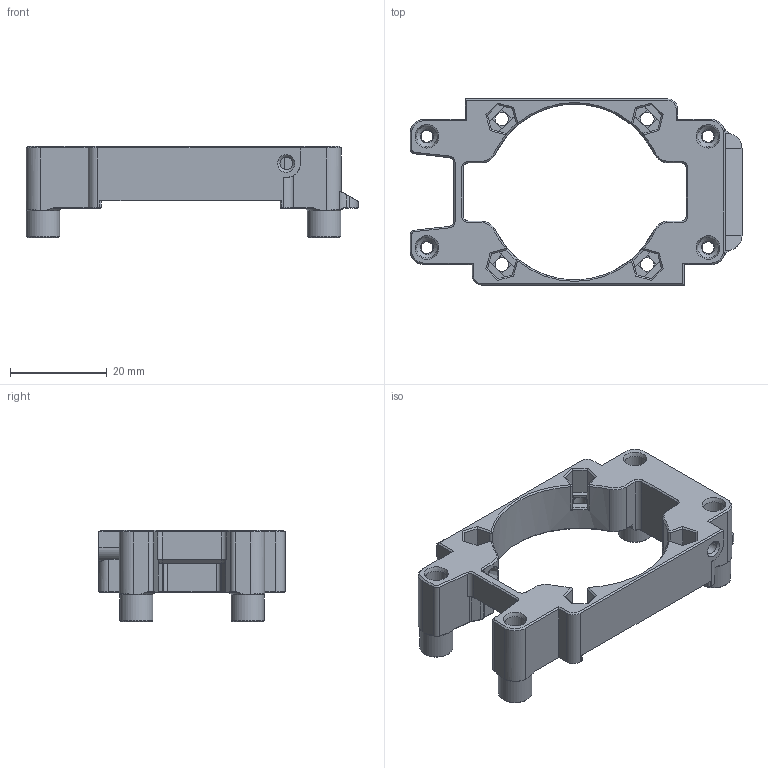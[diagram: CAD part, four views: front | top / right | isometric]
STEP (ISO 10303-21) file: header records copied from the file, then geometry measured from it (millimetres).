
FILE_DESCRIPTION(/* description */ (''),/* implementation_level */ '2;1');
FILE_NAME(/* name */ 'LensHolderHQ.step',/* time_stamp */ '2025-11-16T07:11:26+01:00',/* author */ (''),/* organization */ (''),/* preprocessor_version */ 'ST-DEVELOPER v20.1',/* originating_system */ 'Autodesk Translation Framework v14.21.0.0',/* authorisation */ '');
FILE_SCHEMA (('AUTOMOTIVE_DESIGN { 1 0 10303 214 3 1 1 }'));
Length unit declared in the file: millimetre
Products named in the file (2): LensHolderHQ; HolderSimple
Assembly tree (1 placements, depth 2):
  LensHolderHQ
    HolderSimple
Bounding box: 68.5 x 38.4 x 18.8 mm (x, y, z)
Volume: 11389.2 mm3; surface area: 8034.6 mm2
Topology: 1 solids, 1 shells, 396 faces, 1003 edges, 606 vertices
Faces by surface type: plane 205, cone 107, cylinder 76, bspline 8
Full cylindrical faces by diameter (mm): 2.45 x4, 2.6 x2, 2.8 x8, 4.3 x8, 6.9 x4
Entity records: 12192 total; most frequent: CARTESIAN_POINT 2660, ORIENTED_EDGE 2006, DIRECTION 1975, EDGE_CURVE 1003, AXIS2_PLACEMENT_3D 666, LINE 643, VECTOR 643, VERTEX_POINT 606
